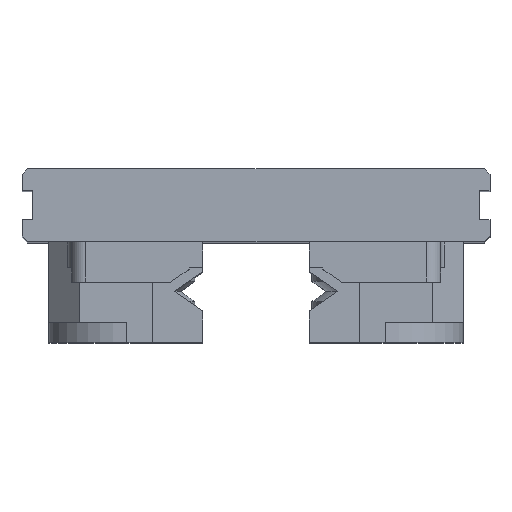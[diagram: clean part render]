
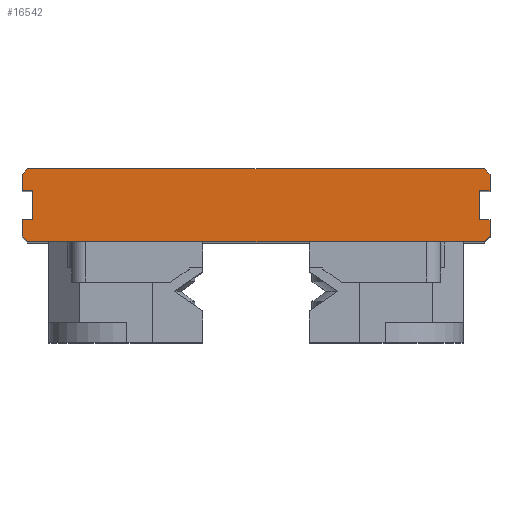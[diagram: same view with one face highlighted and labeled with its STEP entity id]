
A CAD part, top view. The second image highlights one B-rep face of the part: STEP entity #16542.
In plain terms, the highlighted planar face has unit normal (0, 0, 1).
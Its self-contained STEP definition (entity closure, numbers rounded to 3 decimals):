
#255 = VECTOR ( 'NONE', #13395, 1000. ) ;
#729 = VERTEX_POINT ( 'NONE', #18028 ) ;
#886 = LINE ( 'NONE', #2395, #255 ) ;
#1349 = VECTOR ( 'NONE', #20997, 1000. ) ;
#1564 = EDGE_CURVE ( 'NONE', #729, #3677, #5023, .T. ) ;
#1624 = DIRECTION ( 'NONE',  ( -1., 0., 0. ) ) ;
#1731 = CARTESIAN_POINT ( 'NONE',  ( 0., 10., 100. ) ) ;
#2395 = CARTESIAN_POINT ( 'NONE',  ( 30.5, 0., 100. ) ) ;
#2577 = ORIENTED_EDGE ( 'NONE', *, *, #15748, .T. ) ;
#2648 = CARTESIAN_POINT ( 'NONE',  ( -31.2, 10., 100. ) ) ;
#2779 = CARTESIAN_POINT ( 'NONE',  ( 32., 3., 100. ) ) ;
#3198 = VECTOR ( 'NONE', #13647, 1000. ) ;
#3353 = CARTESIAN_POINT ( 'NONE',  ( -32., 9.2, 100. ) ) ;
#3373 = CARTESIAN_POINT ( 'NONE',  ( -32., 0., 100. ) ) ;
#3556 = CARTESIAN_POINT ( 'NONE',  ( -30.5, 3., 100. ) ) ;
#3596 = CARTESIAN_POINT ( 'NONE',  ( 32., 7., 100. ) ) ;
#3677 = VERTEX_POINT ( 'NONE', #12746 ) ;
#3970 = EDGE_CURVE ( 'NONE', #7739, #4003, #12142, .T. ) ;
#4003 = VERTEX_POINT ( 'NONE', #3596 ) ;
#4080 = CARTESIAN_POINT ( 'NONE',  ( -32., 0.8, 100. ) ) ;
#4118 = VECTOR ( 'NONE', #21797, 1000. ) ;
#4209 = CARTESIAN_POINT ( 'NONE',  ( -32., 0., 100. ) ) ;
#5020 = ORIENTED_EDGE ( 'NONE', *, *, #18204, .T. ) ;
#5023 = LINE ( 'NONE', #14140, #17925 ) ;
#5053 = VERTEX_POINT ( 'NONE', #17619 ) ;
#5115 = VERTEX_POINT ( 'NONE', #3353 ) ;
#5199 = ORIENTED_EDGE ( 'NONE', *, *, #11734, .T. ) ;
#5533 = ORIENTED_EDGE ( 'NONE', *, *, #14571, .T. ) ;
#5944 = VECTOR ( 'NONE', #14554, 1000. ) ;
#6055 = CARTESIAN_POINT ( 'NONE',  ( 32., 0.8, 100. ) ) ;
#6246 = ORIENTED_EDGE ( 'NONE', *, *, #16609, .T. ) ;
#6368 = VECTOR ( 'NONE', #11302, 1000. ) ;
#6722 = VERTEX_POINT ( 'NONE', #13675 ) ;
#6773 = EDGE_CURVE ( 'NONE', #19028, #23135, #15684, .T. ) ;
#7284 = CARTESIAN_POINT ( 'NONE',  ( -30.5, 3., 100. ) ) ;
#7350 = EDGE_CURVE ( 'NONE', #4003, #19028, #9324, .T. ) ;
#7437 = EDGE_CURVE ( 'NONE', #8960, #5053, #20632, .T. ) ;
#7639 = EDGE_CURVE ( 'NONE', #13447, #6722, #21662, .T. ) ;
#7654 = DIRECTION ( 'NONE',  ( 0., 0., 1. ) ) ;
#7675 = ORIENTED_EDGE ( 'NONE', *, *, #3970, .T. ) ;
#7739 = VERTEX_POINT ( 'NONE', #21541 ) ;
#8693 = VERTEX_POINT ( 'NONE', #17151 ) ;
#8741 = EDGE_CURVE ( 'NONE', #23135, #9830, #10525, .T. ) ;
#8931 = ORIENTED_EDGE ( 'NONE', *, *, #18762, .T. ) ;
#8937 = EDGE_LOOP ( 'NONE', ( #12026, #10957, #6246, #18890, #8931, #14410, #12851, #22664, #5020, #20232, #5199, #9996, #5533, #2577, #7675, #17903 ) ) ;
#8960 = VERTEX_POINT ( 'NONE', #6055 ) ;
#9297 = DIRECTION ( 'NONE',  ( 0.707, 0.707, 0. ) ) ;
#9315 = DIRECTION ( 'NONE',  ( 1., 0., 0. ) ) ;
#9324 = LINE ( 'NONE', #16450, #4118 ) ;
#9533 = LINE ( 'NONE', #2648, #13637 ) ;
#9535 = AXIS2_PLACEMENT_3D ( 'NONE', #22037, #7654, #9315 ) ;
#9830 = VERTEX_POINT ( 'NONE', #12174 ) ;
#9881 = VERTEX_POINT ( 'NONE', #12751 ) ;
#9947 = CARTESIAN_POINT ( 'NONE',  ( -32., 7., 100. ) ) ;
#9996 = ORIENTED_EDGE ( 'NONE', *, *, #7437, .T. ) ;
#10099 = LINE ( 'NONE', #22223, #14858 ) ;
#10411 = DIRECTION ( 'NONE',  ( 1., 0., 0. ) ) ;
#10525 = LINE ( 'NONE', #1731, #19000 ) ;
#10957 = ORIENTED_EDGE ( 'NONE', *, *, #8741, .T. ) ;
#10958 = VERTEX_POINT ( 'NONE', #4080 ) ;
#11078 = VECTOR ( 'NONE', #20906, 1000. ) ;
#11302 = DIRECTION ( 'NONE',  ( 0., 1., 0. ) ) ;
#11640 = VECTOR ( 'NONE', #13710, 1000. ) ;
#11734 = EDGE_CURVE ( 'NONE', #3677, #8960, #16302, .T. ) ;
#12026 = ORIENTED_EDGE ( 'NONE', *, *, #6773, .T. ) ;
#12142 = LINE ( 'NONE', #19604, #11078 ) ;
#12174 = CARTESIAN_POINT ( 'NONE',  ( -31.2, 10., 100. ) ) ;
#12499 = CARTESIAN_POINT ( 'NONE',  ( 32., 9.2, 100. ) ) ;
#12746 = CARTESIAN_POINT ( 'NONE',  ( 31.2, 0., 100. ) ) ;
#12751 = CARTESIAN_POINT ( 'NONE',  ( 30.5, 3., 100. ) ) ;
#12851 = ORIENTED_EDGE ( 'NONE', *, *, #7639, .T. ) ;
#12931 = VERTEX_POINT ( 'NONE', #9947 ) ;
#12954 = DIRECTION ( 'NONE',  ( 1., 0., 0. ) ) ;
#13131 = VECTOR ( 'NONE', #12954, 1000. ) ;
#13161 = FACE_OUTER_BOUND ( 'NONE', #8937, .T. ) ;
#13212 = CARTESIAN_POINT ( 'NONE',  ( 31.2, 10., 100. ) ) ;
#13309 = LINE ( 'NONE', #2779, #3198 ) ;
#13395 = DIRECTION ( 'NONE',  ( 0., 1., 0. ) ) ;
#13447 = VERTEX_POINT ( 'NONE', #7284 ) ;
#13637 = VECTOR ( 'NONE', #19117, 1000. ) ;
#13647 = DIRECTION ( 'NONE',  ( -1., 0., 0. ) ) ;
#13675 = CARTESIAN_POINT ( 'NONE',  ( -32., 3., 100. ) ) ;
#13710 = DIRECTION ( 'NONE',  ( 0.707, -0.707, 0. ) ) ;
#14140 = CARTESIAN_POINT ( 'NONE',  ( -31.2, 0., 100. ) ) ;
#14410 = ORIENTED_EDGE ( 'NONE', *, *, #22801, .T. ) ;
#14554 = DIRECTION ( 'NONE',  ( -1., 0., 0. ) ) ;
#14571 = EDGE_CURVE ( 'NONE', #5053, #9881, #13309, .T. ) ;
#14823 = CARTESIAN_POINT ( 'NONE',  ( -32., 7., 100. ) ) ;
#14858 = VECTOR ( 'NONE', #15007, 1000. ) ;
#14902 = CARTESIAN_POINT ( 'NONE',  ( 31.2, 0., 100. ) ) ;
#15007 = DIRECTION ( 'NONE',  ( 0., -1., 0. ) ) ;
#15557 = DIRECTION ( 'NONE',  ( -0.707, 0.707, 0. ) ) ;
#15684 = LINE ( 'NONE', #12499, #16794 ) ;
#15748 = EDGE_CURVE ( 'NONE', #9881, #7739, #886, .T. ) ;
#16302 = LINE ( 'NONE', #14902, #22274 ) ;
#16450 = CARTESIAN_POINT ( 'NONE',  ( 32., 0., 100. ) ) ;
#16542 = ADVANCED_FACE ( 'NONE', ( #13161 ), #18309, .T. ) ;
#16609 = EDGE_CURVE ( 'NONE', #9830, #5115, #9533, .T. ) ;
#16794 = VECTOR ( 'NONE', #15557, 1000. ) ;
#16916 = CARTESIAN_POINT ( 'NONE',  ( 32., 0., 100. ) ) ;
#17151 = CARTESIAN_POINT ( 'NONE',  ( -30.5, 7., 100. ) ) ;
#17619 = CARTESIAN_POINT ( 'NONE',  ( 32., 3., 100. ) ) ;
#17903 = ORIENTED_EDGE ( 'NONE', *, *, #7350, .T. ) ;
#17925 = VECTOR ( 'NONE', #10411, 1000. ) ;
#18028 = CARTESIAN_POINT ( 'NONE',  ( -31.2, 0., 100. ) ) ;
#18204 = EDGE_CURVE ( 'NONE', #10958, #729, #18971, .T. ) ;
#18309 = PLANE ( 'NONE',  #9535 ) ;
#18479 = VECTOR ( 'NONE', #20762, 1000. ) ;
#18590 = LINE ( 'NONE', #4209, #1349 ) ;
#18762 = EDGE_CURVE ( 'NONE', #12931, #8693, #22332, .T. ) ;
#18890 = ORIENTED_EDGE ( 'NONE', *, *, #19928, .T. ) ;
#18971 = LINE ( 'NONE', #20367, #11640 ) ;
#19000 = VECTOR ( 'NONE', #1624, 1000. ) ;
#19028 = VERTEX_POINT ( 'NONE', #20760 ) ;
#19029 = LINE ( 'NONE', #3373, #18479 ) ;
#19117 = DIRECTION ( 'NONE',  ( -0.707, -0.707, 0. ) ) ;
#19604 = CARTESIAN_POINT ( 'NONE',  ( 30.5, 7., 100. ) ) ;
#19928 = EDGE_CURVE ( 'NONE', #5115, #12931, #19029, .T. ) ;
#20232 = ORIENTED_EDGE ( 'NONE', *, *, #1564, .T. ) ;
#20367 = CARTESIAN_POINT ( 'NONE',  ( -32., 0.8, 100. ) ) ;
#20632 = LINE ( 'NONE', #16916, #6368 ) ;
#20760 = CARTESIAN_POINT ( 'NONE',  ( 32., 9.2, 100. ) ) ;
#20762 = DIRECTION ( 'NONE',  ( 0., -1., 0. ) ) ;
#20906 = DIRECTION ( 'NONE',  ( 1., 0., 0. ) ) ;
#20997 = DIRECTION ( 'NONE',  ( 0., -1., 0. ) ) ;
#21541 = CARTESIAN_POINT ( 'NONE',  ( 30.5, 7., 100. ) ) ;
#21662 = LINE ( 'NONE', #3556, #5944 ) ;
#21797 = DIRECTION ( 'NONE',  ( 0., 1., 0. ) ) ;
#22025 = EDGE_CURVE ( 'NONE', #6722, #10958, #18590, .T. ) ;
#22037 = CARTESIAN_POINT ( 'NONE',  ( 0., 0., 100. ) ) ;
#22223 = CARTESIAN_POINT ( 'NONE',  ( -30.5, 0., 100. ) ) ;
#22274 = VECTOR ( 'NONE', #9297, 1000. ) ;
#22332 = LINE ( 'NONE', #14823, #13131 ) ;
#22664 = ORIENTED_EDGE ( 'NONE', *, *, #22025, .T. ) ;
#22801 = EDGE_CURVE ( 'NONE', #8693, #13447, #10099, .T. ) ;
#23135 = VERTEX_POINT ( 'NONE', #13212 ) ;
